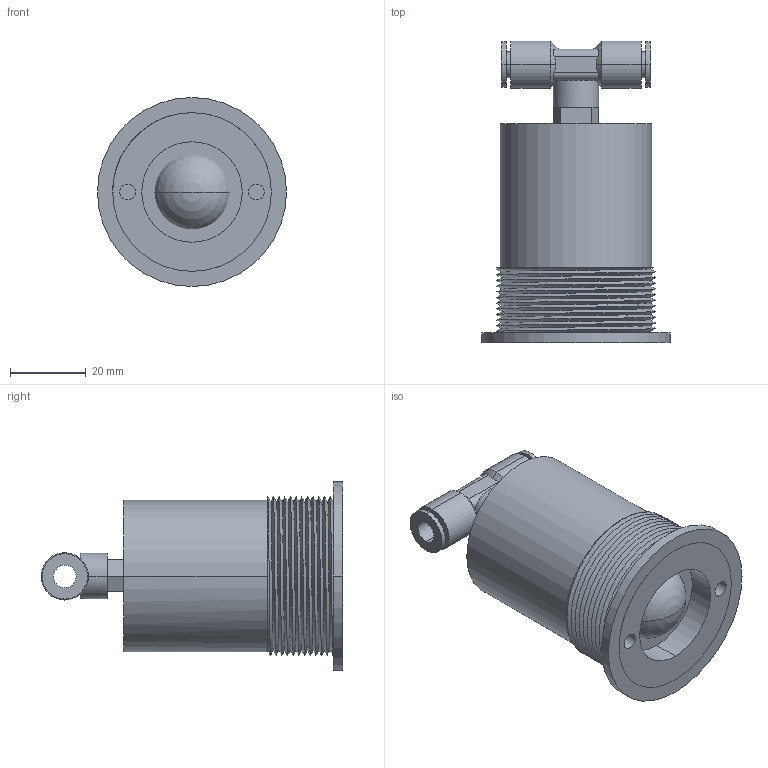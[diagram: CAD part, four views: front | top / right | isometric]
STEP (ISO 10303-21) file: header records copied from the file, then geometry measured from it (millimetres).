
FILE_DESCRIPTION((''),'2;1');
FILE_NAME('PB625_ASM','2020-02-12T',('Adam Harley'),(''),'PRO/ENGINEER BY PARAMETRIC TECHNOLOGY CORPORATION, 2013320','PRO/ENGINEER BY PARAMETRIC TECHNOLOGY CORPORATION, 2013320','');
FILE_SCHEMA(('CONFIG_CONTROL_DESIGN'));
Length unit declared in the file: millimetre
Products named in the file (6): PB525; 22BALL; TC7; PB525_ASM; PB625FLANGE; PB625_ASM
Assembly tree (5 placements, depth 3):
  PB625_ASM
    PB525_ASM
      PB525
      22BALL
      TC7
    PB625FLANGE
Bounding box: 50 x 79.85 x 50 mm (x, y, z)
Volume: 80803.3 mm3; surface area: 20209.9 mm2
Topology: 4 solids, 4 shells, 99 faces, 250 edges, 166 vertices
Faces by surface type: cylinder 43, plane 42, bspline 8, cone 4, sphere 2
Entity records: 6466 total; most frequent: CARTESIAN_POINT 4002, ORIENTED_EDGE 492, DIRECTION 477, EDGE_CURVE 246, AXIS2_PLACEMENT_3D 193, VERTEX_POINT 166, EDGE_LOOP 114, FACE_OUTER_BOUND 99
